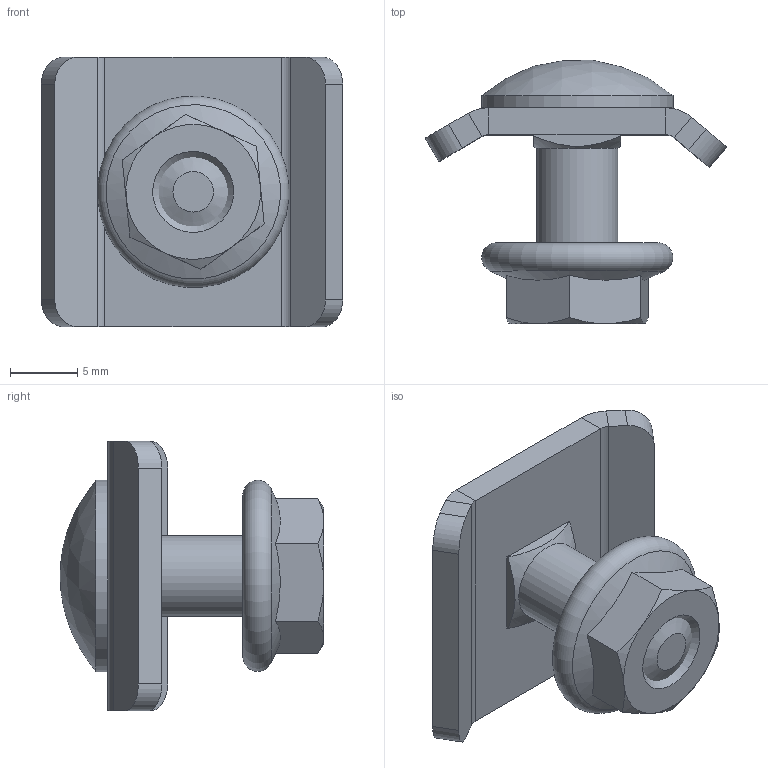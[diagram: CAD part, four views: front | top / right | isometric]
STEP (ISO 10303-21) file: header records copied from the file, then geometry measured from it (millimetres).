
FILE_DESCRIPTION(/* description */ (''),/* implementation_level */ '2;1');
FILE_NAME(/* name */ 'ZS_ZSO.stp',/* time_stamp */ '2020-11-18T12:04:31+01:00',/* author */ ('stanislaw.luczak'),/* organization */ (''),/* preprocessor_version */ 'ST-DEVELOPER v18.1',/* originating_system */ 'Autodesk Inventor 2021',/* authorisation */ '');
FILE_SCHEMA (('AUTOMOTIVE_DESIGN { 1 0 10303 214 3 1 1 }'));
Length unit declared in the file: millimetre
Products named in the file (4): ZS_ZSO; ZS_ZSO 1; ANSI B18.5.2.1M - M6x1 x 16, RHSSNBM; ISO 4161 - M6
Assembly tree (3 placements, depth 2):
  ZS_ZSO
    ZS_ZSO 1
    ANSI B18.5.2.1M - M6x1 x 16, RHSSNBM
    ISO 4161 - M6
Bounding box: 22.34 x 19.54 x 20 mm (x, y, z)
Volume: 2209.3 mm3; surface area: 2248.2 mm2
Topology: 3 solids, 3 shells, 64 faces, 157 edges, 100 vertices
Faces by surface type: plane 36, cylinder 15, cone 11, sphere 1, torus 1
Full cylindrical faces by diameter (mm): 4.917 x1, 6 x1, 14.2 x1
Entity records: 2012 total; most frequent: CARTESIAN_POINT 384, DIRECTION 322, ORIENTED_EDGE 314, EDGE_CURVE 157, AXIS2_PLACEMENT_3D 122, VERTEX_POINT 100, LINE 78, VECTOR 78
